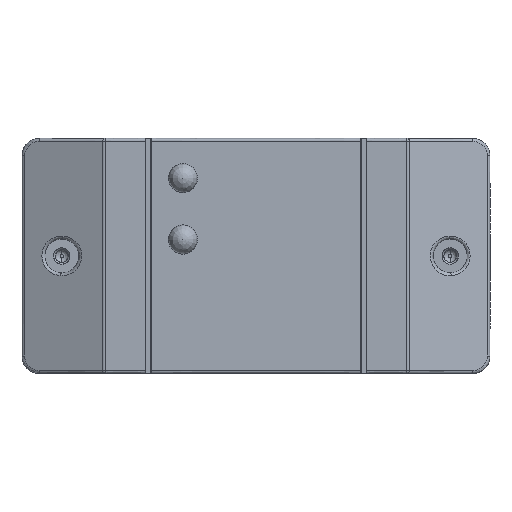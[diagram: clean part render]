
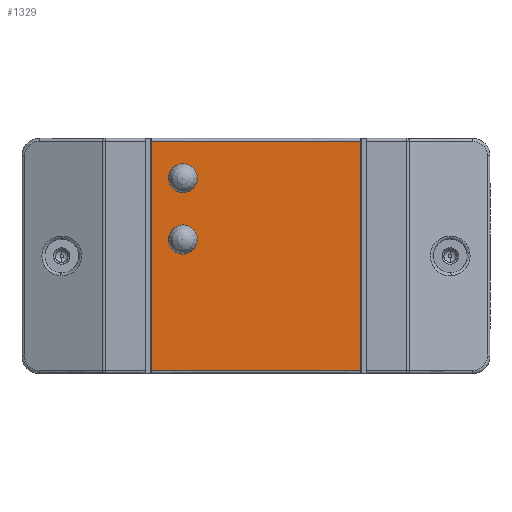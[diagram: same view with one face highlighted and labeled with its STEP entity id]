
A CAD part, top view. The second image highlights one B-rep face of the part: STEP entity #1329.
In plain terms, the highlighted planar face has unit normal (0, 0, 1).
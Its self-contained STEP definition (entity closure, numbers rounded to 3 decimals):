
#66=FACE_BOUND('',#3244,.T.);
#67=FACE_BOUND('',#3245,.T.);
#287=(
BOUNDED_CURVE()
B_SPLINE_CURVE(2,(#18651,#18652,#18653,#18654,#18655,#18656,#18657,#18658,
#18659),.UNSPECIFIED.,.T.,.F.)
B_SPLINE_CURVE_WITH_KNOTS((3,2,2,2,3),(-20.,-15.,
-10.,-5.,0.),.UNSPECIFIED.)
CURVE()
GEOMETRIC_REPRESENTATION_ITEM()
RATIONAL_B_SPLINE_CURVE((1.,0.707,1.,0.707,1.,0.707,
1.,0.707,1.))
REPRESENTATION_ITEM('')
);
#288=(
BOUNDED_CURVE()
B_SPLINE_CURVE(2,(#18662,#18663,#18664,#18665,#18666,#18667,#18668,#18669,
#18670),.UNSPECIFIED.,.T.,.F.)
B_SPLINE_CURVE_WITH_KNOTS((3,2,2,2,3),(-20.,-15.,
-10.,-5.,0.),.UNSPECIFIED.)
CURVE()
GEOMETRIC_REPRESENTATION_ITEM()
RATIONAL_B_SPLINE_CURVE((1.,0.707,1.,0.707,1.,0.707,
1.,0.707,1.))
REPRESENTATION_ITEM('')
);
#1329=ADVANCED_FACE('',(#2281,#66,#67),#15438,.T.);
#2281=FACE_OUTER_BOUND('',#3243,.T.);
#3243=EDGE_LOOP('',(#4808,#4809,#4810,#4811));
#3244=EDGE_LOOP('',(#4812));
#3245=EDGE_LOOP('',(#4813));
#4808=ORIENTED_EDGE('',*,*,#9462,.F.);
#4809=ORIENTED_EDGE('',*,*,#9588,.T.);
#4810=ORIENTED_EDGE('',*,*,#9530,.F.);
#4811=ORIENTED_EDGE('',*,*,#9589,.T.);
#4812=ORIENTED_EDGE('',*,*,#9329,.T.);
#4813=ORIENTED_EDGE('',*,*,#9331,.T.);
#9329=EDGE_CURVE('',#13795,#13795,#287,.T.);
#9331=EDGE_CURVE('',#13797,#13797,#288,.T.);
#9462=EDGE_CURVE('',#13926,#13927,#11945,.T.);
#9530=EDGE_CURVE('',#13982,#13983,#12013,.T.);
#9588=EDGE_CURVE('',#13926,#13983,#12071,.T.);
#9589=EDGE_CURVE('',#13982,#13927,#12072,.T.);
#11945=B_SPLINE_CURVE_WITH_KNOTS('',1,(#19111,#19112),.UNSPECIFIED.,.F.,
 .F.,(2,2),(0.,39.2),.UNSPECIFIED.);
#12013=B_SPLINE_CURVE_WITH_KNOTS('',1,(#19247,#19248),.UNSPECIFIED.,.F.,
 .F.,(2,2),(0.,39.2),.UNSPECIFIED.);
#12071=B_SPLINE_CURVE_WITH_KNOTS('',1,(#19363,#19364),.UNSPECIFIED.,.F.,
 .F.,(2,2),(0.,35.789),.UNSPECIFIED.);
#12072=B_SPLINE_CURVE_WITH_KNOTS('',1,(#19365,#19366),.UNSPECIFIED.,.F.,
 .F.,(2,2),(0.,35.789),.UNSPECIFIED.);
#13795=VERTEX_POINT('',#18378);
#13797=VERTEX_POINT('',#18380);
#13926=VERTEX_POINT('',#18509);
#13927=VERTEX_POINT('',#18510);
#13982=VERTEX_POINT('',#18565);
#13983=VERTEX_POINT('',#18566);
#15438=PLANE('',#16124);
#16124=AXIS2_PLACEMENT_3D('',#18266,#16943,$);
#16943=DIRECTION('',(0.,0.,1.));
#18266=CARTESIAN_POINT('',(-21.583,-23.647,22.201));
#18378=CARTESIAN_POINT('',(-12.484,0.293,22.201));
#18380=CARTESIAN_POINT('',(-12.484,10.793,22.201));
#18509=CARTESIAN_POINT('',(17.905,19.593,22.201));
#18510=CARTESIAN_POINT('',(17.905,-19.607,22.201));
#18565=CARTESIAN_POINT('',(-17.884,-19.607,22.201));
#18566=CARTESIAN_POINT('',(-17.884,19.593,22.201));
#18651=CARTESIAN_POINT('',(-12.484,0.293,22.201));
#18652=CARTESIAN_POINT('',(-14.984,0.293,22.201));
#18653=CARTESIAN_POINT('',(-14.984,2.793,22.201));
#18654=CARTESIAN_POINT('',(-14.984,5.293,22.201));
#18655=CARTESIAN_POINT('',(-12.484,5.293,22.201));
#18656=CARTESIAN_POINT('',(-9.984,5.293,22.201));
#18657=CARTESIAN_POINT('',(-9.984,2.793,22.201));
#18658=CARTESIAN_POINT('',(-9.984,0.293,22.201));
#18659=CARTESIAN_POINT('',(-12.484,0.293,22.201));
#18662=CARTESIAN_POINT('',(-12.484,10.793,22.201));
#18663=CARTESIAN_POINT('',(-14.984,10.793,22.201));
#18664=CARTESIAN_POINT('',(-14.984,13.293,22.201));
#18665=CARTESIAN_POINT('',(-14.984,15.793,22.201));
#18666=CARTESIAN_POINT('',(-12.484,15.793,22.201));
#18667=CARTESIAN_POINT('',(-9.984,15.793,22.201));
#18668=CARTESIAN_POINT('',(-9.984,13.293,22.201));
#18669=CARTESIAN_POINT('',(-9.984,10.793,22.201));
#18670=CARTESIAN_POINT('',(-12.484,10.793,22.201));
#19111=CARTESIAN_POINT('',(17.905,19.593,22.201));
#19112=CARTESIAN_POINT('',(17.905,-19.607,22.201));
#19247=CARTESIAN_POINT('',(-17.884,-19.607,22.201));
#19248=CARTESIAN_POINT('',(-17.884,19.593,22.201));
#19363=CARTESIAN_POINT('',(17.905,19.593,22.201));
#19364=CARTESIAN_POINT('',(-17.884,19.593,22.201));
#19365=CARTESIAN_POINT('',(-17.884,-19.607,22.201));
#19366=CARTESIAN_POINT('',(17.905,-19.607,22.201));
